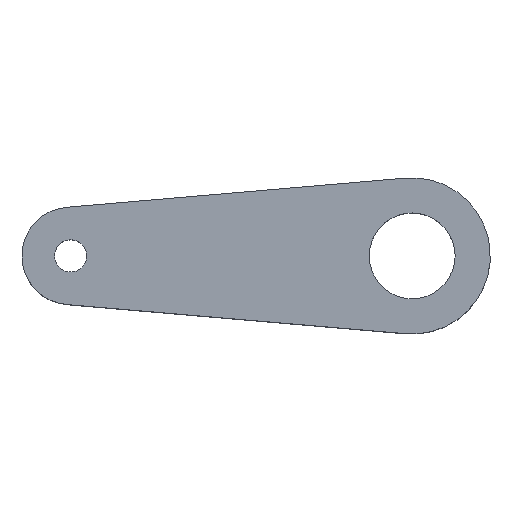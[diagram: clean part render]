
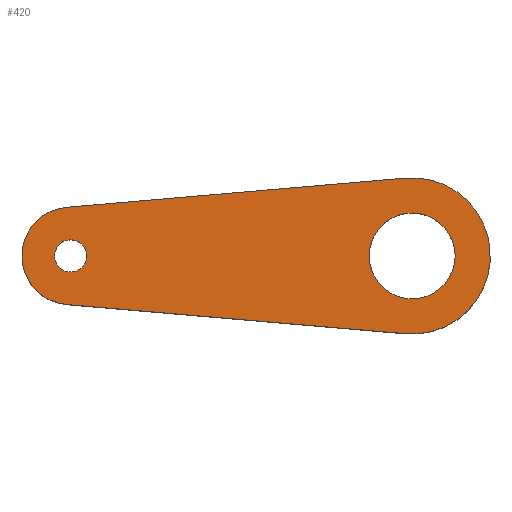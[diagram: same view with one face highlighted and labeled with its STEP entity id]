
A CAD part, top view. The second image highlights one B-rep face of the part: STEP entity #420.
In plain terms, the highlighted planar face has unit normal (0, 0, 1).
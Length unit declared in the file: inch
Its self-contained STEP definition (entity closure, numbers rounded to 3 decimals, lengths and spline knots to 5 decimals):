
#27=FACE_BOUND('',#95,.T.);
#28=FACE_BOUND('',#96,.T.);
#43=CIRCLE('',#471,0.25);
#44=CIRCLE('',#473,0.0825);
#45=CIRCLE('',#475,0.22);
#48=CIRCLE('',#481,0.4);
#69=FACE_OUTER_BOUND('',#94,.T.);
#94=EDGE_LOOP('',(#370,#371,#372,#373));
#95=EDGE_LOOP('',(#374));
#96=EDGE_LOOP('',(#375));
#129=LINE('',#690,#168);
#136=LINE('',#714,#175);
#168=VECTOR('',#563,0.3937);
#175=VECTOR('',#592,0.3937);
#207=VERTEX_POINT('',#687);
#208=VERTEX_POINT('',#689);
#210=VERTEX_POINT('',#697);
#211=VERTEX_POINT('',#701);
#212=VERTEX_POINT('',#705);
#214=VERTEX_POINT('',#713);
#256=EDGE_CURVE('',#208,#207,#129,.T.);
#260=EDGE_CURVE('',#210,#208,#43,.T.);
#262=EDGE_CURVE('',#211,#211,#44,.T.);
#264=EDGE_CURVE('',#212,#212,#45,.T.);
#268=EDGE_CURVE('',#214,#210,#136,.T.);
#272=EDGE_CURVE('',#207,#214,#48,.T.);
#370=ORIENTED_EDGE('',*,*,#272,.T.);
#371=ORIENTED_EDGE('',*,*,#268,.T.);
#372=ORIENTED_EDGE('',*,*,#260,.T.);
#373=ORIENTED_EDGE('',*,*,#256,.T.);
#374=ORIENTED_EDGE('',*,*,#262,.T.);
#375=ORIENTED_EDGE('',*,*,#264,.T.);
#398=PLANE('',#482);
#420=ADVANCED_FACE('',(#69,#27,#28),#398,.T.);
#471=AXIS2_PLACEMENT_3D('',#698,#572,#573);
#473=AXIS2_PLACEMENT_3D('',#702,#577,#578);
#475=AXIS2_PLACEMENT_3D('',#706,#582,#583);
#481=AXIS2_PLACEMENT_3D('',#720,#599,#600);
#482=AXIS2_PLACEMENT_3D('',#721,#601,#602);
#563=DIRECTION('',(0.996,-0.086,0.));
#572=DIRECTION('center_axis',(0.,0.,1.));
#573=DIRECTION('ref_axis',(1.,0.,0.));
#577=DIRECTION('center_axis',(0.,0.,-1.));
#578=DIRECTION('ref_axis',(-1.,0.,0.));
#582=DIRECTION('center_axis',(0.,0.,-1.));
#583=DIRECTION('ref_axis',(-1.,0.,0.));
#592=DIRECTION('',(-0.996,-0.086,0.));
#599=DIRECTION('center_axis',(0.,0.,1.));
#600=DIRECTION('ref_axis',(1.,0.,0.));
#601=DIRECTION('center_axis',(0.,0.,1.));
#602=DIRECTION('ref_axis',(1.,0.,0.));
#687=CARTESIAN_POINT('',(-0.03429,-0.39853,0.639));
#689=CARTESIAN_POINT('',(-1.77143,-0.24908,0.639));
#690=CARTESIAN_POINT('',(-1.77143,-0.24908,0.639));
#697=CARTESIAN_POINT('',(-1.77143,0.24908,0.639));
#698=CARTESIAN_POINT('Origin',(-1.75,0.,0.639));
#701=CARTESIAN_POINT('',(-1.6675,0.,0.639));
#702=CARTESIAN_POINT('Origin',(-1.75,0.,0.639));
#705=CARTESIAN_POINT('',(0.22,0.,0.639));
#706=CARTESIAN_POINT('Origin',(0.,0.,0.639));
#713=CARTESIAN_POINT('',(-0.03429,0.39853,0.639));
#714=CARTESIAN_POINT('',(-0.03429,0.39853,0.639));
#720=CARTESIAN_POINT('Origin',(0.,0.,0.639));
#721=CARTESIAN_POINT('Origin',(-0.8,0.,0.639));
